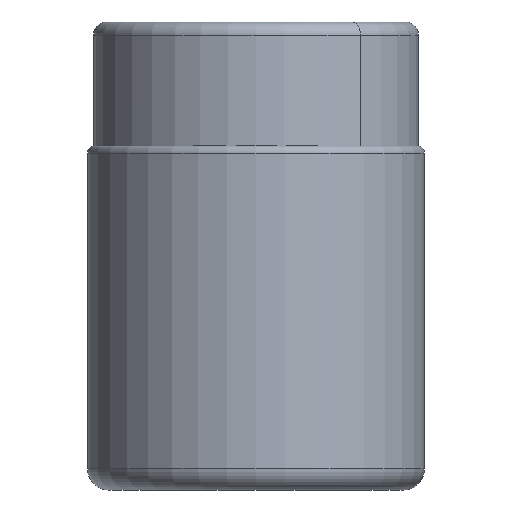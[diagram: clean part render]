
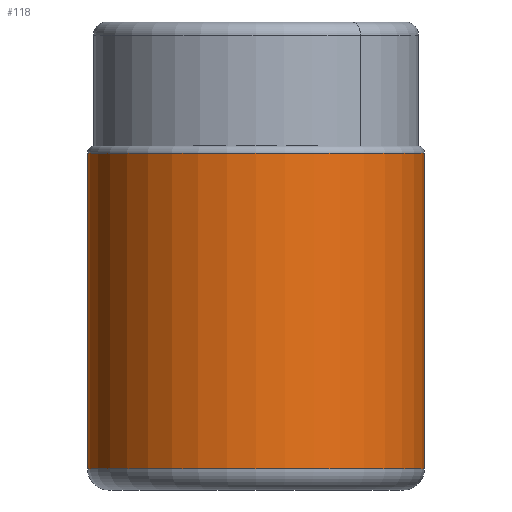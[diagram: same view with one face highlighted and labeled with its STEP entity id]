
A CAD part, front view. The second image highlights one B-rep face of the part: STEP entity #118.
In plain terms, the highlighted cylindrical face has radius 25.4 mm (diameter 50.8 mm), a partial arc.
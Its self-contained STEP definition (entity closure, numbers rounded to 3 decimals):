
#99=CYLINDRICAL_SURFACE('',#1384,25.4);
#118=ADVANCED_FACE('',(#213),#99,.T.);
#213=FACE_OUTER_BOUND('',#279,.T.);
#279=EDGE_LOOP('',(#362,#363,#364,#365));
#362=ORIENTED_EDGE('',*,*,#836,.T.);
#363=ORIENTED_EDGE('',*,*,#835,.F.);
#364=ORIENTED_EDGE('',*,*,#837,.F.);
#365=ORIENTED_EDGE('',*,*,#838,.F.);
#718=VERTEX_POINT('',#2194);
#721=VERTEX_POINT('',#2199);
#722=VERTEX_POINT('',#2203);
#723=VERTEX_POINT('',#2205);
#835=EDGE_CURVE('',#721,#718,#1043,.T.);
#836=EDGE_CURVE('',#722,#718,#1227,.T.);
#837=EDGE_CURVE('',#723,#721,#1228,.T.);
#838=EDGE_CURVE('',#722,#723,#1044,.T.);
#1043=CIRCLE('',#1381,25.4);
#1044=CIRCLE('',#1383,25.4);
#1227=LINE('',#2202,#1264);
#1228=LINE('',#2204,#1265);
#1264=VECTOR('',#1618,1.);
#1265=VECTOR('',#1619,1.);
#1381=AXIS2_PLACEMENT_3D('',#2200,#1614,#1615);
#1383=AXIS2_PLACEMENT_3D('',#2206,#1620,#1621);
#1384=AXIS2_PLACEMENT_3D('',#2207,#1622,#1623);
#1614=DIRECTION('',(0.,0.,-1.));
#1615=DIRECTION('',(1.,0.,0.));
#1618=DIRECTION('',(0.,0.,-1.));
#1619=DIRECTION('',(0.,0.,-1.));
#1620=DIRECTION('',(0.,0.,1.));
#1621=DIRECTION('',(-1.,0.,0.));
#1622=DIRECTION('',(0.,0.,-1.));
#1623=DIRECTION('',(-1.,0.,0.));
#2194=CARTESIAN_POINT('',(-25.4,0.,-67.35));
#2199=CARTESIAN_POINT('',(25.4,0.,-67.35));
#2200=CARTESIAN_POINT('',(0.,0.,-67.35));
#2202=CARTESIAN_POINT('',(-25.4,0.,-19.75));
#2203=CARTESIAN_POINT('',(-25.4,0.,-19.75));
#2204=CARTESIAN_POINT('',(25.4,0.,-19.75));
#2205=CARTESIAN_POINT('',(25.4,0.,-19.75));
#2206=CARTESIAN_POINT('',(0.,0.,-19.75));
#2207=CARTESIAN_POINT('',(0.,0.,-16.055));
